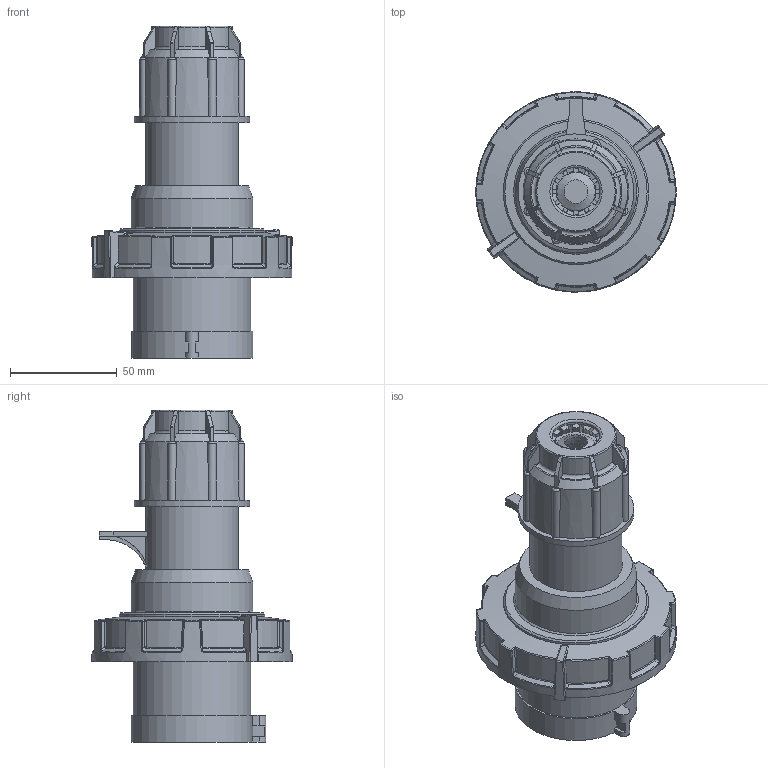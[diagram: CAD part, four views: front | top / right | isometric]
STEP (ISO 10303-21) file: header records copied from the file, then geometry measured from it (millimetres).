
FILE_DESCRIPTION (( 'STEP AP203' ), '1' );
FILE_NAME ('ps-0242-32-380.ÃÌ Âèëêà ïåðåíîñíàÿ 0242 3P+PE+N 32A 380B IP67 EKF PROxima.STEP', '2025-10-24T05:59:05', ( '' ), ( '' ), 'SwSTEP 2.0', 'SolidWorks 2021', '' );
FILE_SCHEMA (( 'CONFIG_CONTROL_DESIGN' ));
Length unit declared in the file: millimetre
Products named in the file (8): Êîïèÿ Çàæèìíàÿ ãàéêà áîëüøàÿ^ps-0242-32-380.ÃÌ Âèëêà ïåðåíîñíàÿ 0242 3P+PE+N 32A 380B IP67 EKF PROxima_00; Êîïèÿ êîðïóñ^ps-0242-32-380.ÃÌ Âèëêà ïåðåíîñíàÿ 0242 3P+PE+N 32A 380B IP67 EKF PROxima_00; Êîïèÿ êðóãëàÿ ïðîêëàäêà áîëüøàÿ^ps-0242-32-380.ÃÌ Âèëêà ïåðåíîñíàÿ 0242 3P+PE+N 32A 380B IP67 EKF PROxima_00; ps-0242-32-380.ÃÌ Âèëêà ïåðåíîñíàÿ 0242 3P+PE+N 32A 380B IP67 EKF PROxima; Êîïèÿ âèëêà íîâîãî ïîêîëåíèÿ^ps-0242-32-380.ÃÌ Âèëêà ïåðåíîñíàÿ 0242 3P+PE+N 32A 380B IP67 EKF PROxima_00; Êîïèÿ çàæèì áîëüøîé^ps-0242-32-380.ÃÌ Âèëêà ïåðåíîñíàÿ 0242 3P+PE+N 32A 380B IP67 EKF PROxima_00; Êîïèÿ ïðîêëàäêà ñàëüíèêà áîëüøàÿ^ps-0242-32-380.ÃÌ Âèëêà ïåðåíîñíàÿ 0242 3P+PE+N 32A 380B IP67 EKF PROxima_00; Êîïèÿ çàùèòíîå êîëüöî^ps-0242-32-380.ÃÌ Âèëêà ïåðåíîñíàÿ 0242 3P+PE+N 32A 380B IP67 EKF PROxima
Assembly tree (7 placements, depth 2):
  ps-0242-32-380.ÃÌ Âèëêà ïåðåíîñíàÿ 0242 3P+PE+N 32A 380B IP67 EKF PROxima
    Êîïèÿ êîðïóñ^ps-0242-32-380.ÃÌ Âèëêà ïåðåíîñíàÿ 0242 3P+PE+N 32A 380B IP67 EKF PROxima_00
    Êîïèÿ çàæèì áîëüøîé^ps-0242-32-380.ÃÌ Âèëêà ïåðåíîñíàÿ 0242 3P+PE+N 32A 380B IP67 EKF PROxima_00
    Êîïèÿ Çàæèìíàÿ ãàéêà áîëüøàÿ^ps-0242-32-380.ÃÌ Âèëêà ïåðåíîñíàÿ 0242 3P+PE+N 32A 380B IP67 EKF PROxima_00
    Êîïèÿ ïðîêëàäêà ñàëüíèêà áîëüøàÿ^ps-0242-32-380.ÃÌ Âèëêà ïåðåíîñíàÿ 0242 3P+PE+N 32A 380B IP67 EKF PROxima_00
    Êîïèÿ çàùèòíîå êîëüöî^ps-0242-32-380.ÃÌ Âèëêà ïåðåíîñíàÿ 0242 3P+PE+N 32A 380B IP67 EKF PROxima
    Êîïèÿ âèëêà íîâîãî ïîêîëåíèÿ^ps-0242-32-380.ÃÌ Âèëêà ïåðåíîñíàÿ 0242 3P+PE+N 32A 380B IP67 EKF PROxima_00
    Êîïèÿ êðóãëàÿ ïðîêëàäêà áîëüøàÿ^ps-0242-32-380.ÃÌ Âèëêà ïåðåíîñíàÿ 0242 3P+PE+N 32A 380B IP67 EKF PROxima_00
Bounding box: 93.86 x 93.81 x 155.6 mm (x, y, z)
Volume: 222112.7 mm3; surface area: 111734 mm2
Topology: 7 solids, 7 shells, 605 faces, 1511 edges, 922 vertices
Faces by surface type: plane 216, cylinder 130, bspline 119, torus 75, cone 45, sphere 20
Full cylindrical faces by diameter (mm): 6 x3, 8 x1, 10 x3, 11 x1, 22.25 x1, 22.5 x1, 31 x1, 34 x1, 34.25 x1, 35 x1, 38 x2, 38.5 x1, 43.5 x1, 45.5 x1, 46.15 x1, 51 x1, 54.25 x1, 55.25 x1, 57 x2, 62.65 x1, 64.25 x1, 65 x1, 66.65 x1, 68.2 x2, 83.8 x1
Entity records: 21784 total; most frequent: CARTESIAN_POINT 7993, ORIENTED_EDGE 2832, DIRECTION 2482, EDGE_CURVE 1416, AXIS2_PLACEMENT_3D 1041, VERTEX_POINT 904, EDGE_LOOP 696, FACE_OUTER_BOUND 642
